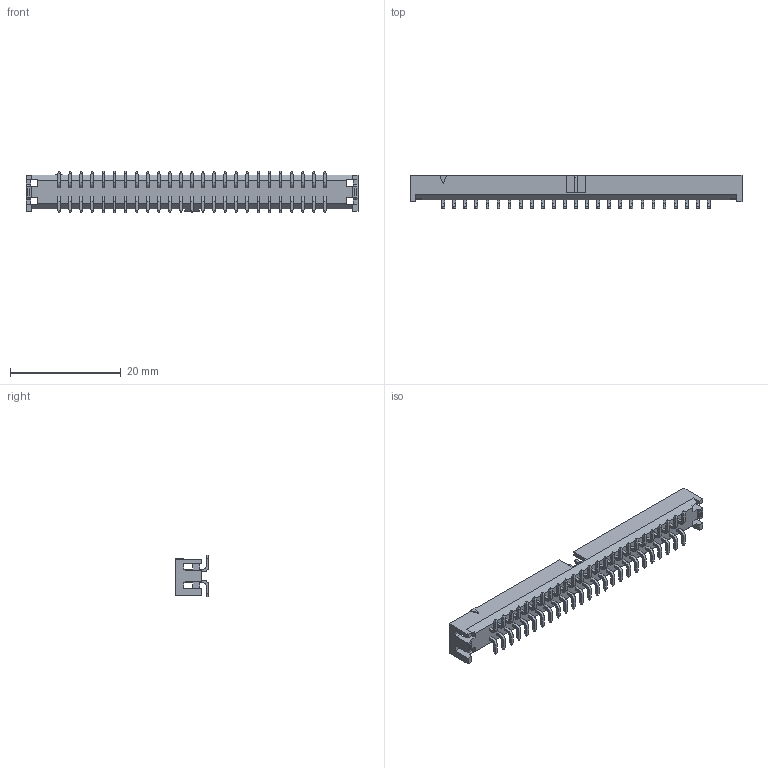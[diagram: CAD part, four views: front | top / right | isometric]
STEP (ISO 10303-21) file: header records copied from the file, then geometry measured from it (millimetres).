
FILE_DESCRIPTION(/* description */ ('STEP AP214'),/* implementation_level */ '2;1');
FILE_NAME(/* name */ 'ETMM-125-02-F-D-SM-TR',/* time_stamp */ '2023-08-21T21:09:08+02:00',/* author */ ('License CC BY-ND 4.0'),/* organization */ ('CADENAS'),/* preprocessor_version */ 'ST-DEVELOPER v19.3',/* originating_system */ 'PARTsolutions',/* authorisation */ ' ');
FILE_SCHEMA (('AUTOMOTIVE_DESIGN {1 0 10303 214 3 1 1}'));
Length unit declared in the file: inch
Products named in the file (5): ETMM-125-02-F-D-SM-TR; ETMM-125-02-F-D-SM-TR_f; ETMM-125-02-F-D-SM-TR_k; ETMM-125-02-F-D-SM-TR_p; ETMM-125-02-F-D-SM-TR_t
Assembly tree (4 placements, depth 2):
  ETMM-125-02-F-D-SM-TR
    ETMM-125-02-F-D-SM-TR_f
    ETMM-125-02-F-D-SM-TR_k
    ETMM-125-02-F-D-SM-TR_p
    ETMM-125-02-F-D-SM-TR_t
Bounding box: 59.95 x 6.1 x 7.49 mm (x, y, z)
Volume: 793.3 mm3; surface area: 2799.3 mm2
Topology: 3 solids, 3 shells, 1263 faces, 3589 edges, 2327 vertices
Faces by surface type: plane 1159, cylinder 104
Entity records: 40435 total; most frequent: CARTESIAN_POINT 7184, ORIENTED_EDGE 7178, DIRECTION 6333, EDGE_CURVE 3589, LINE 3381, VECTOR 3381, VERTEX_POINT 2326, AXIS2_PLACEMENT_3D 1476
